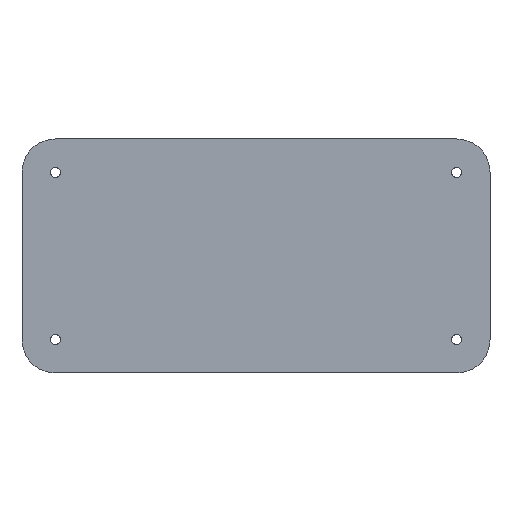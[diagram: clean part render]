
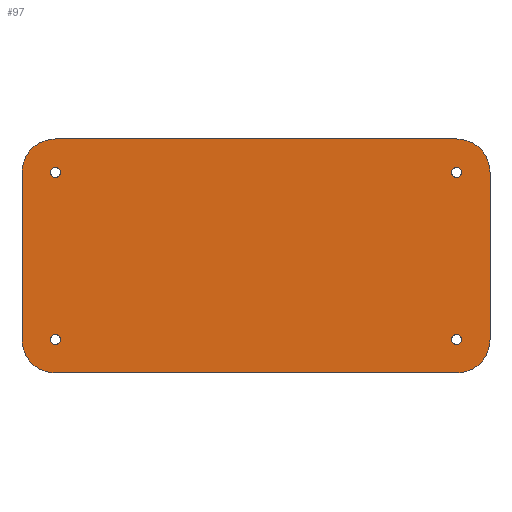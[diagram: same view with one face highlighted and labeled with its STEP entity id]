
A CAD part, front view. The second image highlights one B-rep face of the part: STEP entity #97.
In plain terms, the highlighted planar face has unit normal (0, -1, 0).
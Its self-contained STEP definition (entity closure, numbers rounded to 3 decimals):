
#2 = VERTEX_POINT ( 'NONE', #496 ) ;
#3 = EDGE_CURVE ( 'NONE', #451, #2, #161, .T. ) ;
#5 = CARTESIAN_POINT ( 'NONE',  ( 50., 0., 0. ) ) ;
#6 = DIRECTION ( 'NONE',  ( 0., 1., 0. ) ) ;
#12 = EDGE_LOOP ( 'NONE', ( #116, #433 ) ) ;
#24 = AXIS2_PLACEMENT_3D ( 'NONE', #400, #458, #505 ) ;
#30 = CARTESIAN_POINT ( 'NONE',  ( 650., 0., -57.5 ) ) ;
#39 = FACE_BOUND ( 'NONE', #12, .T. ) ;
#43 = DIRECTION ( 'NONE',  ( 0., 0., 1. ) ) ;
#46 = CARTESIAN_POINT ( 'NONE',  ( 700., 0., -50. ) ) ;
#53 = ORIENTED_EDGE ( 'NONE', *, *, #654, .F. ) ;
#56 = ORIENTED_EDGE ( 'NONE', *, *, #477, .F. ) ;
#59 = AXIS2_PLACEMENT_3D ( 'NONE', #89, #141, #439 ) ;
#62 = DIRECTION ( 'NONE',  ( 0., 1., 0. ) ) ;
#65 = VERTEX_POINT ( 'NONE', #611 ) ;
#68 = DIRECTION ( 'NONE',  ( 0., 1., 0. ) ) ;
#69 = EDGE_CURVE ( 'NONE', #442, #609, #307, .T. ) ;
#70 = CARTESIAN_POINT ( 'NONE',  ( 50., 0., -300. ) ) ;
#77 = ORIENTED_EDGE ( 'NONE', *, *, #3, .F. ) ;
#78 = DIRECTION ( 'NONE',  ( 0., 1., 0. ) ) ;
#89 = CARTESIAN_POINT ( 'NONE',  ( 50., 0., -50. ) ) ;
#90 = ORIENTED_EDGE ( 'NONE', *, *, #196, .F. ) ;
#91 = CIRCLE ( 'NONE', #417, 7.5 ) ;
#96 = CARTESIAN_POINT ( 'NONE',  ( 650., 0., -307.5 ) ) ;
#97 = ADVANCED_FACE ( 'NONE', ( #554, #449, #171, #39, #248 ), #387, .F. ) ;
#99 = VECTOR ( 'NONE', #153, 1000. ) ;
#105 = CARTESIAN_POINT ( 'NONE',  ( 50., 0., -350. ) ) ;
#106 = EDGE_CURVE ( 'NONE', #606, #579, #429, .T. ) ;
#111 = CARTESIAN_POINT ( 'NONE',  ( 50., 0., -350. ) ) ;
#114 = AXIS2_PLACEMENT_3D ( 'NONE', #179, #345, #555 ) ;
#115 = ORIENTED_EDGE ( 'NONE', *, *, #211, .F. ) ;
#116 = ORIENTED_EDGE ( 'NONE', *, *, #69, .T. ) ;
#118 = DIRECTION ( 'NONE',  ( 0., 1., 0. ) ) ;
#133 = VERTEX_POINT ( 'NONE', #96 ) ;
#135 = DIRECTION ( 'NONE',  ( 0., 1., 0. ) ) ;
#141 = DIRECTION ( 'NONE',  ( 0., 1., 0. ) ) ;
#148 = ORIENTED_EDGE ( 'NONE', *, *, #459, .F. ) ;
#153 = DIRECTION ( 'NONE',  ( 1., 0., 0. ) ) ;
#154 = AXIS2_PLACEMENT_3D ( 'NONE', #672, #670, #43 ) ;
#156 = AXIS2_PLACEMENT_3D ( 'NONE', #640, #68, #374 ) ;
#161 = CIRCLE ( 'NONE', #591, 50. ) ;
#162 = DIRECTION ( 'NONE',  ( 0., 1., 0. ) ) ;
#163 = ORIENTED_EDGE ( 'NONE', *, *, #358, .F. ) ;
#167 = CIRCLE ( 'NONE', #476, 50. ) ;
#168 = CARTESIAN_POINT ( 'NONE',  ( 700., 0., -50. ) ) ;
#171 = FACE_BOUND ( 'NONE', #360, .T. ) ;
#176 = DIRECTION ( 'NONE',  ( 0., 0., 1. ) ) ;
#179 = CARTESIAN_POINT ( 'NONE',  ( 50., 0., -50. ) ) ;
#190 = ORIENTED_EDGE ( 'NONE', *, *, #427, .T. ) ;
#195 = CIRCLE ( 'NONE', #24, 7.5 ) ;
#196 = EDGE_CURVE ( 'NONE', #409, #239, #242, .T. ) ;
#198 = AXIS2_PLACEMENT_3D ( 'NONE', #494, #78, #279 ) ;
#202 = VECTOR ( 'NONE', #580, 1000. ) ;
#211 = EDGE_CURVE ( 'NONE', #513, #522, #336, .T. ) ;
#212 = CARTESIAN_POINT ( 'NONE',  ( 650., 0., -292.5 ) ) ;
#215 = CIRCLE ( 'NONE', #637, 7.5 ) ;
#223 = CARTESIAN_POINT ( 'NONE',  ( 0., 0., -50. ) ) ;
#239 = VERTEX_POINT ( 'NONE', #665 ) ;
#242 = LINE ( 'NONE', #243, #99 ) ;
#243 = CARTESIAN_POINT ( 'NONE',  ( 50., 0., 0. ) ) ;
#248 = FACE_OUTER_BOUND ( 'NONE', #460, .T. ) ;
#254 = CARTESIAN_POINT ( 'NONE',  ( 50., 0., -50. ) ) ;
#256 = CIRCLE ( 'NONE', #328, 7.5 ) ;
#257 = DIRECTION ( 'NONE',  ( 0., 0., 1. ) ) ;
#273 = CARTESIAN_POINT ( 'NONE',  ( 50., 0., -307.5 ) ) ;
#276 = EDGE_CURVE ( 'NONE', #579, #606, #195, .T. ) ;
#279 = DIRECTION ( 'NONE',  ( 0., 0., 1. ) ) ;
#286 = CIRCLE ( 'NONE', #156, 50. ) ;
#296 = EDGE_CURVE ( 'NONE', #609, #442, #396, .T. ) ;
#302 = ORIENTED_EDGE ( 'NONE', *, *, #106, .T. ) ;
#304 = ORIENTED_EDGE ( 'NONE', *, *, #379, .F. ) ;
#307 = CIRCLE ( 'NONE', #114, 7.5 ) ;
#311 = CARTESIAN_POINT ( 'NONE',  ( 50., 0., -292.5 ) ) ;
#318 = CIRCLE ( 'NONE', #198, 50. ) ;
#328 = AXIS2_PLACEMENT_3D ( 'NONE', #467, #162, #515 ) ;
#330 = AXIS2_PLACEMENT_3D ( 'NONE', #254, #62, #567 ) ;
#335 = CARTESIAN_POINT ( 'NONE',  ( 50., 0., -300. ) ) ;
#336 = LINE ( 'NONE', #46, #420 ) ;
#341 = DIRECTION ( 'NONE',  ( 0., 0., 1. ) ) ;
#342 = VERTEX_POINT ( 'NONE', #212 ) ;
#345 = DIRECTION ( 'NONE',  ( 0., 1., 0. ) ) ;
#348 = CARTESIAN_POINT ( 'NONE',  ( 50., 0., -300. ) ) ;
#358 = EDGE_CURVE ( 'NONE', #239, #513, #167, .T. ) ;
#360 = EDGE_LOOP ( 'NONE', ( #190, #440 ) ) ;
#370 = CARTESIAN_POINT ( 'NONE',  ( 700., 0., -300. ) ) ;
#374 = DIRECTION ( 'NONE',  ( 0., 0., 1. ) ) ;
#377 = CIRCLE ( 'NONE', #390, 7.5 ) ;
#379 = EDGE_CURVE ( 'NONE', #590, #451, #386, .T. ) ;
#384 = VERTEX_POINT ( 'NONE', #311 ) ;
#386 = LINE ( 'NONE', #105, #663 ) ;
#387 = PLANE ( 'NONE',  #59 ) ;
#390 = AXIS2_PLACEMENT_3D ( 'NONE', #543, #443, #592 ) ;
#396 = CIRCLE ( 'NONE', #330, 7.5 ) ;
#400 = CARTESIAN_POINT ( 'NONE',  ( 650., 0., -50. ) ) ;
#403 = EDGE_LOOP ( 'NONE', ( #468, #453 ) ) ;
#406 = EDGE_CURVE ( 'NONE', #133, #342, #256, .T. ) ;
#409 = VERTEX_POINT ( 'NONE', #5 ) ;
#417 = AXIS2_PLACEMENT_3D ( 'NONE', #70, #118, #431 ) ;
#420 = VECTOR ( 'NONE', #559, 1000. ) ;
#421 = CARTESIAN_POINT ( 'NONE',  ( 50., 0., -42.5 ) ) ;
#427 = EDGE_CURVE ( 'NONE', #384, #649, #91, .T. ) ;
#429 = CIRCLE ( 'NONE', #154, 7.5 ) ;
#431 = DIRECTION ( 'NONE',  ( 0., 0., 1. ) ) ;
#433 = ORIENTED_EDGE ( 'NONE', *, *, #296, .T. ) ;
#436 = DIRECTION ( 'NONE',  ( 0., 1., 0. ) ) ;
#439 = DIRECTION ( 'NONE',  ( 0., 0., 1. ) ) ;
#440 = ORIENTED_EDGE ( 'NONE', *, *, #638, .T. ) ;
#442 = VERTEX_POINT ( 'NONE', #421 ) ;
#443 = DIRECTION ( 'NONE',  ( 0., 1., 0. ) ) ;
#449 = FACE_BOUND ( 'NONE', #492, .T. ) ;
#451 = VERTEX_POINT ( 'NONE', #111 ) ;
#453 = ORIENTED_EDGE ( 'NONE', *, *, #406, .T. ) ;
#458 = DIRECTION ( 'NONE',  ( 0., 1., 0. ) ) ;
#459 = EDGE_CURVE ( 'NONE', #65, #409, #286, .T. ) ;
#460 = EDGE_LOOP ( 'NONE', ( #148, #56, #77, #304, #53, #115, #163, #90 ) ) ;
#467 = CARTESIAN_POINT ( 'NONE',  ( 650., 0., -300. ) ) ;
#468 = ORIENTED_EDGE ( 'NONE', *, *, #605, .T. ) ;
#476 = AXIS2_PLACEMENT_3D ( 'NONE', #514, #6, #257 ) ;
#477 = EDGE_CURVE ( 'NONE', #2, #65, #479, .T. ) ;
#479 = LINE ( 'NONE', #223, #202 ) ;
#487 = CARTESIAN_POINT ( 'NONE',  ( 650., 0., -42.5 ) ) ;
#492 = EDGE_LOOP ( 'NONE', ( #577, #302 ) ) ;
#494 = CARTESIAN_POINT ( 'NONE',  ( 650., 0., -300. ) ) ;
#496 = CARTESIAN_POINT ( 'NONE',  ( 0., 0., -300. ) ) ;
#505 = DIRECTION ( 'NONE',  ( 0., 0., 1. ) ) ;
#513 = VERTEX_POINT ( 'NONE', #168 ) ;
#514 = CARTESIAN_POINT ( 'NONE',  ( 650., 0., -50. ) ) ;
#515 = DIRECTION ( 'NONE',  ( 0., 0., 1. ) ) ;
#522 = VERTEX_POINT ( 'NONE', #370 ) ;
#523 = DIRECTION ( 'NONE',  ( -1., 0., 0. ) ) ;
#543 = CARTESIAN_POINT ( 'NONE',  ( 650., 0., -300. ) ) ;
#554 = FACE_BOUND ( 'NONE', #403, .T. ) ;
#555 = DIRECTION ( 'NONE',  ( 0., 0., 1. ) ) ;
#559 = DIRECTION ( 'NONE',  ( 0., 0., -1. ) ) ;
#567 = DIRECTION ( 'NONE',  ( 0., 0., 1. ) ) ;
#577 = ORIENTED_EDGE ( 'NONE', *, *, #276, .T. ) ;
#579 = VERTEX_POINT ( 'NONE', #487 ) ;
#580 = DIRECTION ( 'NONE',  ( 0., 0., 1. ) ) ;
#590 = VERTEX_POINT ( 'NONE', #647 ) ;
#591 = AXIS2_PLACEMENT_3D ( 'NONE', #348, #135, #341 ) ;
#592 = DIRECTION ( 'NONE',  ( 0., 0., 1. ) ) ;
#595 = CARTESIAN_POINT ( 'NONE',  ( 50., 0., -57.5 ) ) ;
#605 = EDGE_CURVE ( 'NONE', #342, #133, #377, .T. ) ;
#606 = VERTEX_POINT ( 'NONE', #30 ) ;
#609 = VERTEX_POINT ( 'NONE', #595 ) ;
#611 = CARTESIAN_POINT ( 'NONE',  ( 0., 0., -50. ) ) ;
#637 = AXIS2_PLACEMENT_3D ( 'NONE', #335, #436, #176 ) ;
#638 = EDGE_CURVE ( 'NONE', #649, #384, #215, .T. ) ;
#640 = CARTESIAN_POINT ( 'NONE',  ( 50., 0., -50. ) ) ;
#647 = CARTESIAN_POINT ( 'NONE',  ( 650., 0., -350. ) ) ;
#649 = VERTEX_POINT ( 'NONE', #273 ) ;
#654 = EDGE_CURVE ( 'NONE', #522, #590, #318, .T. ) ;
#663 = VECTOR ( 'NONE', #523, 1000. ) ;
#665 = CARTESIAN_POINT ( 'NONE',  ( 650., 0., 0. ) ) ;
#670 = DIRECTION ( 'NONE',  ( 0., 1., 0. ) ) ;
#672 = CARTESIAN_POINT ( 'NONE',  ( 650., 0., -50. ) ) ;
